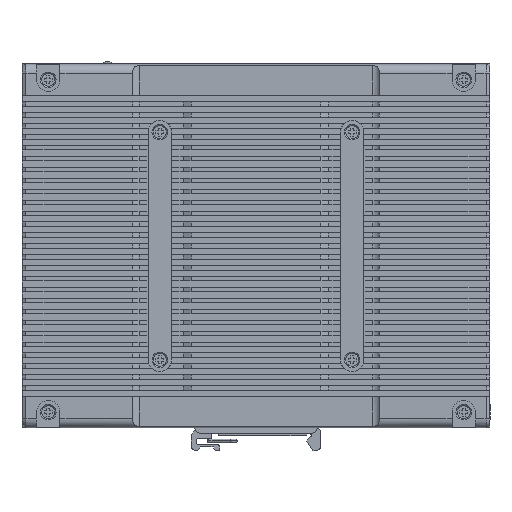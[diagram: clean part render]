
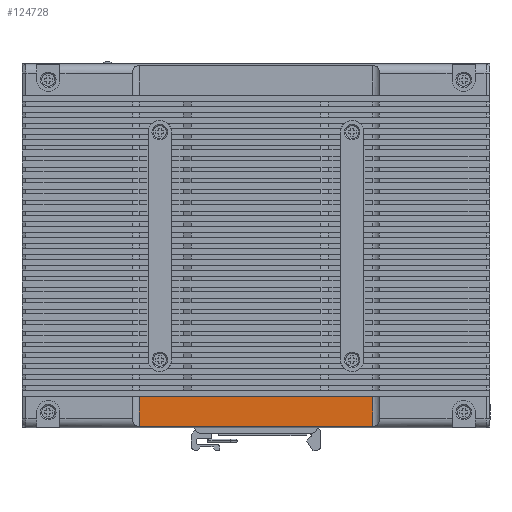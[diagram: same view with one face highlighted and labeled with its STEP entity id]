
A CAD part, front view. The second image highlights one B-rep face of the part: STEP entity #124728.
In plain terms, the highlighted planar face has unit normal (0, -1, 0).
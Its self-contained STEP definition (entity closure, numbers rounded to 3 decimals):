
#91 = ORIENTED_EDGE ( 'NONE', *, *, #39595, .F. ) ;
#3987 = LINE ( 'NONE', #136762, #36964 ) ;
#4406 = ORIENTED_EDGE ( 'NONE', *, *, #39566, .T. ) ;
#5680 = DIRECTION ( 'NONE',  ( 0., 1., 0. ) ) ;
#13740 = CARTESIAN_POINT ( 'NONE',  ( 44.902, -28.9, -60.95 ) ) ;
#29999 = CARTESIAN_POINT ( 'NONE',  ( 44.902, -28.9, -72.372 ) ) ;
#31765 = FACE_OUTER_BOUND ( 'NONE', #98881, .T. ) ;
#32158 = VECTOR ( 'NONE', #122697, 1000. ) ;
#36964 = VECTOR ( 'NONE', #70366, 1000. ) ;
#39136 = CARTESIAN_POINT ( 'NONE',  ( 47.5, -28.9, -73. ) ) ;
#39566 = EDGE_CURVE ( 'NONE', #42740, #101726, #139097, .T. ) ;
#39595 = EDGE_CURVE ( 'NONE', #90227, #101726, #47210, .T. ) ;
#42740 = VERTEX_POINT ( 'NONE', #141508 ) ;
#45936 = AXIS2_PLACEMENT_3D ( 'NONE', #39136, #5680, #127864 ) ;
#47210 = LINE ( 'NONE', #66542, #76696 ) ;
#50286 = PLANE ( 'NONE',  #45936 ) ;
#56342 = CARTESIAN_POINT ( 'NONE',  ( 47.5, -28.9, -60.95 ) ) ;
#58384 = ORIENTED_EDGE ( 'NONE', *, *, #128871, .F. ) ;
#61625 = LINE ( 'NONE', #56342, #32158 ) ;
#66047 = DIRECTION ( 'NONE',  ( -1., 0., 0. ) ) ;
#66542 = CARTESIAN_POINT ( 'NONE',  ( 90., -28.9, -72.372 ) ) ;
#70366 = DIRECTION ( 'NONE',  ( 0., 0., -1. ) ) ;
#76696 = VECTOR ( 'NONE', #66047, 1000. ) ;
#76782 = EDGE_CURVE ( 'NONE', #42740, #107637, #61625, .T. ) ;
#78125 = DIRECTION ( 'NONE',  ( 0., 0., -1. ) ) ;
#78617 = CARTESIAN_POINT ( 'NONE',  ( -44.902, -28.9, -73. ) ) ;
#83591 = VECTOR ( 'NONE', #78125, 1000. ) ;
#90227 = VERTEX_POINT ( 'NONE', #29999 ) ;
#98881 = EDGE_LOOP ( 'NONE', ( #121228, #4406, #91, #58384 ) ) ;
#101726 = VERTEX_POINT ( 'NONE', #143236 ) ;
#107637 = VERTEX_POINT ( 'NONE', #13740 ) ;
#121228 = ORIENTED_EDGE ( 'NONE', *, *, #76782, .F. ) ;
#122697 = DIRECTION ( 'NONE',  ( 1., 0., 0. ) ) ;
#124728 = ADVANCED_FACE ( 'NONE', ( #31765 ), #50286, .F. ) ;
#127864 = DIRECTION ( 'NONE',  ( -1., 0., 0. ) ) ;
#128871 = EDGE_CURVE ( 'NONE', #107637, #90227, #3987, .T. ) ;
#136762 = CARTESIAN_POINT ( 'NONE',  ( 44.902, -28.9, -73. ) ) ;
#139097 = LINE ( 'NONE', #78617, #83591 ) ;
#141508 = CARTESIAN_POINT ( 'NONE',  ( -44.902, -28.9, -60.95 ) ) ;
#143236 = CARTESIAN_POINT ( 'NONE',  ( -44.902, -28.9, -72.372 ) ) ;
